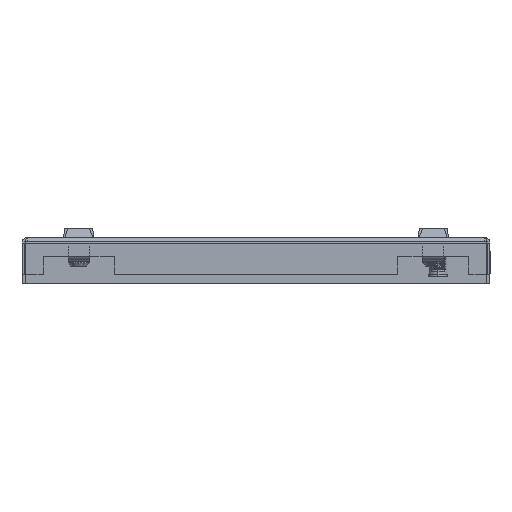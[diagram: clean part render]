
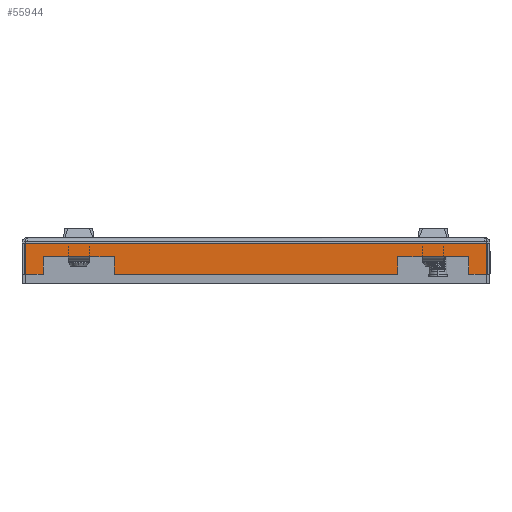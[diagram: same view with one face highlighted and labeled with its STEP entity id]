
A CAD part, left-side view. The second image highlights one B-rep face of the part: STEP entity #55944.
In plain terms, the highlighted planar face has unit normal (-1, 0, 0).
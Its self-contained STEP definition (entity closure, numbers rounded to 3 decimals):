
#9203 = EDGE_CURVE ( 'NONE', #32874, #32875, #40647, .T. ) ;
#9204 = EDGE_CURVE ( 'NONE', #32874, #32886, #40658, .T. ) ;
#9205 = EDGE_CURVE ( 'NONE', #32886, #32889, #40662, .T. ) ;
#9207 = EDGE_CURVE ( 'NONE', #32889, #32890, #40668, .T. ) ;
#9208 = EDGE_CURVE ( 'NONE', #32890, #32891, #40671, .T. ) ;
#9209 = EDGE_CURVE ( 'NONE', #32891, #32892, #40678, .T. ) ;
#9210 = EDGE_CURVE ( 'NONE', #32892, #32893, #40682, .T. ) ;
#9211 = EDGE_CURVE ( 'NONE', #32893, #32894, #40688, .T. ) ;
#9212 = EDGE_CURVE ( 'NONE', #32894, #32895, #40692, .T. ) ;
#9213 = EDGE_CURVE ( 'NONE', #32895, #32896, #40698, .T. ) ;
#9214 = EDGE_CURVE ( 'NONE', #32896, #32897, #40702, .T. ) ;
#9215 = EDGE_CURVE ( 'NONE', #32875, #32897, #40709, .T. ) ;
#32874 = VERTEX_POINT ( 'NONE', #59118 ) ;
#32875 = VERTEX_POINT ( 'NONE', #59117 ) ;
#32886 = VERTEX_POINT ( 'NONE', #59106 ) ;
#32889 = VERTEX_POINT ( 'NONE', #59103 ) ;
#32890 = VERTEX_POINT ( 'NONE', #59102 ) ;
#32891 = VERTEX_POINT ( 'NONE', #59101 ) ;
#32892 = VERTEX_POINT ( 'NONE', #59100 ) ;
#32893 = VERTEX_POINT ( 'NONE', #59099 ) ;
#32894 = VERTEX_POINT ( 'NONE', #59098 ) ;
#32895 = VERTEX_POINT ( 'NONE', #59097 ) ;
#32896 = VERTEX_POINT ( 'NONE', #59096 ) ;
#32897 = VERTEX_POINT ( 'NONE', #59095 ) ;
#39539 = EDGE_LOOP ( 'NONE', ( #43076, #43077, #43078, #43079, #43080, #43081, #43082, #43083, #43084, #43085, #43086, #43087 ) ) ;
#40550 = DIRECTION ( 'NONE',  ( 0., 0., -1. ) ) ;
#40552 = DIRECTION ( 'NONE',  ( 1., 0., 0. ) ) ;
#40565 = CARTESIAN_POINT ( 'NONE',  ( -432.5, -98., 0. ) ) ;
#40569 = PLANE ( 'NONE',  #63817 ) ;
#40647 = LINE ( 'NONE', #61764, #40660 ) ;
#40658 = LINE ( 'NONE', #61753, #40667 ) ;
#40660 = VECTOR ( 'NONE', #61755, 1000. ) ;
#40662 = LINE ( 'NONE', #61763, #40669 ) ;
#40667 = VECTOR ( 'NONE', #61750, 1000. ) ;
#40668 = LINE ( 'NONE', #61745, #40674 ) ;
#40669 = VECTOR ( 'NONE', #61748, 1000. ) ;
#40671 = LINE ( 'NONE', #61740, #40680 ) ;
#40674 = VECTOR ( 'NONE', #61742, 1000. ) ;
#40678 = LINE ( 'NONE', #61735, #40685 ) ;
#40680 = VECTOR ( 'NONE', #61737, 1000. ) ;
#40682 = LINE ( 'NONE', #61730, #40690 ) ;
#40685 = VECTOR ( 'NONE', #61732, 1000. ) ;
#40688 = LINE ( 'NONE', #61726, #40695 ) ;
#40690 = VECTOR ( 'NONE', #61728, 1000. ) ;
#40692 = LINE ( 'NONE', #61722, #40700 ) ;
#40695 = VECTOR ( 'NONE', #61724, 1000. ) ;
#40698 = LINE ( 'NONE', #61717, #40705 ) ;
#40700 = VECTOR ( 'NONE', #61719, 1000. ) ;
#40702 = LINE ( 'NONE', #61713, #40712 ) ;
#40705 = VECTOR ( 'NONE', #61714, 1000. ) ;
#40709 = LINE ( 'NONE', #61709, #40716 ) ;
#40712 = VECTOR ( 'NONE', #61711, 1000. ) ;
#40716 = VECTOR ( 'NONE', #61707, 1000. ) ;
#42560 = FACE_OUTER_BOUND ( 'NONE', #39539, .T. ) ;
#43076 = ORIENTED_EDGE ( 'NONE', *, *, #9203, .F. ) ;
#43077 = ORIENTED_EDGE ( 'NONE', *, *, #9204, .T. ) ;
#43078 = ORIENTED_EDGE ( 'NONE', *, *, #9205, .T. ) ;
#43079 = ORIENTED_EDGE ( 'NONE', *, *, #9207, .T. ) ;
#43080 = ORIENTED_EDGE ( 'NONE', *, *, #9208, .T. ) ;
#43081 = ORIENTED_EDGE ( 'NONE', *, *, #9209, .T. ) ;
#43082 = ORIENTED_EDGE ( 'NONE', *, *, #9210, .T. ) ;
#43083 = ORIENTED_EDGE ( 'NONE', *, *, #9211, .T. ) ;
#43084 = ORIENTED_EDGE ( 'NONE', *, *, #9212, .T. ) ;
#43085 = ORIENTED_EDGE ( 'NONE', *, *, #9213, .T. ) ;
#43086 = ORIENTED_EDGE ( 'NONE', *, *, #9214, .T. ) ;
#43087 = ORIENTED_EDGE ( 'NONE', *, *, #9215, .F. ) ;
#55944 = ADVANCED_FACE ( 'NONE', ( #42560 ), #40569, .F. ) ;
#59095 = CARTESIAN_POINT ( 'NONE',  ( -432.5, -97.999, -14. ) ) ;
#59096 = CARTESIAN_POINT ( 'NONE',  ( -432.5, -90., -14. ) ) ;
#59097 = CARTESIAN_POINT ( 'NONE',  ( -432.5, -90., -6.5 ) ) ;
#59098 = CARTESIAN_POINT ( 'NONE',  ( -432.5, -60., -6.5 ) ) ;
#59099 = CARTESIAN_POINT ( 'NONE',  ( -432.5, -60., -14. ) ) ;
#59100 = CARTESIAN_POINT ( 'NONE',  ( -432.5, 60., -14. ) ) ;
#59101 = CARTESIAN_POINT ( 'NONE',  ( -432.5, 60., -6.5 ) ) ;
#59102 = CARTESIAN_POINT ( 'NONE',  ( -432.5, 90., -6.5 ) ) ;
#59103 = CARTESIAN_POINT ( 'NONE',  ( -432.5, 90., -14. ) ) ;
#59106 = CARTESIAN_POINT ( 'NONE',  ( -432.5, 97.999, -14. ) ) ;
#59117 = CARTESIAN_POINT ( 'NONE',  ( -432.5, -97.999, -0.75 ) ) ;
#59118 = CARTESIAN_POINT ( 'NONE',  ( -432.5, 97.999, -0.75 ) ) ;
#61707 = DIRECTION ( 'NONE',  ( 0., 0., -1. ) ) ;
#61709 = CARTESIAN_POINT ( 'NONE',  ( -432.5, -97.999, 195.701 ) ) ;
#61711 = DIRECTION ( 'NONE',  ( 0., -1., 0. ) ) ;
#61713 = CARTESIAN_POINT ( 'NONE',  ( -432.5, -98., -14. ) ) ;
#61714 = DIRECTION ( 'NONE',  ( 0., 0., -1. ) ) ;
#61717 = CARTESIAN_POINT ( 'NONE',  ( -432.5, -90., -14. ) ) ;
#61719 = DIRECTION ( 'NONE',  ( 0., -1., 0. ) ) ;
#61722 = CARTESIAN_POINT ( 'NONE',  ( -432.5, -90., -6.5 ) ) ;
#61724 = DIRECTION ( 'NONE',  ( 0., 0., 1. ) ) ;
#61726 = CARTESIAN_POINT ( 'NONE',  ( -432.5, -60., -14. ) ) ;
#61728 = DIRECTION ( 'NONE',  ( 0., -1., 0. ) ) ;
#61730 = CARTESIAN_POINT ( 'NONE',  ( -432.5, -98., -14. ) ) ;
#61732 = DIRECTION ( 'NONE',  ( 0., 0., -1. ) ) ;
#61735 = CARTESIAN_POINT ( 'NONE',  ( -432.5, 60., -14. ) ) ;
#61737 = DIRECTION ( 'NONE',  ( 0., -1., 0. ) ) ;
#61740 = CARTESIAN_POINT ( 'NONE',  ( -432.5, 90., -6.5 ) ) ;
#61742 = DIRECTION ( 'NONE',  ( 0., 0., 1. ) ) ;
#61745 = CARTESIAN_POINT ( 'NONE',  ( -432.5, 90., -14. ) ) ;
#61748 = DIRECTION ( 'NONE',  ( 0., -1., 0. ) ) ;
#61750 = DIRECTION ( 'NONE',  ( 0., 0., -1. ) ) ;
#61753 = CARTESIAN_POINT ( 'NONE',  ( -432.5, 97.999, 195.697 ) ) ;
#61755 = DIRECTION ( 'NONE',  ( 0., -1., 0. ) ) ;
#61763 = CARTESIAN_POINT ( 'NONE',  ( -432.5, -98., -14. ) ) ;
#61764 = CARTESIAN_POINT ( 'NONE',  ( -432.5, 196.01, -0.75 ) ) ;
#63817 = AXIS2_PLACEMENT_3D ( 'NONE', #40565, #40552, #40550 ) ;
